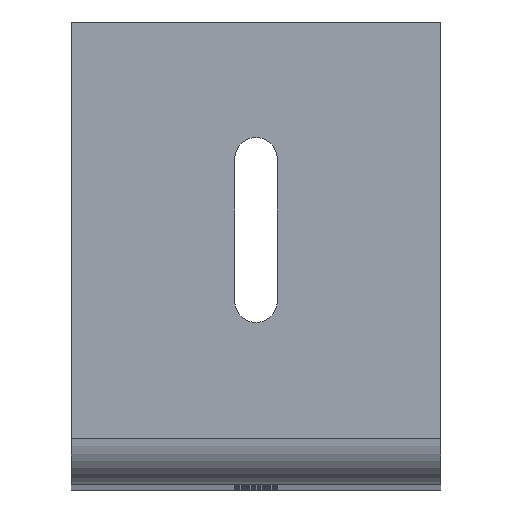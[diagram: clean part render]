
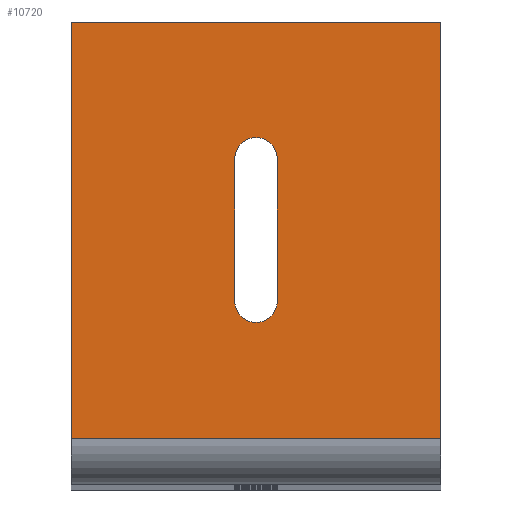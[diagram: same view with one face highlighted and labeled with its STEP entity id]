
A CAD part, top view. The second image highlights one B-rep face of the part: STEP entity #10720.
In plain terms, the highlighted planar face has unit normal (0, 0, 1).
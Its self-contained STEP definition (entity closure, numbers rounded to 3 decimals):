
#9830=CARTESIAN_POINT('',(-110.522,3.,
-145.955));
#9840=VERTEX_POINT('',#9830);
#9870=CARTESIAN_POINT('',(-73.522,3.,
-145.955));
#9880=DIRECTION('',(-1.,0.,0.));
#9890=VECTOR('',#9880,1.);
#9900=LINE('',#9870,#9890);
#9910=CARTESIAN_POINT('',(-70.522,3.,
-145.955));
#9920=VERTEX_POINT('',#9910);
#9930=EDGE_CURVE('',#9920,#9840,#9900,.T.);
#10060=CARTESIAN_POINT('',(-73.522,23.211,
-145.955));
#10070=DIRECTION('',(0.,0.,-1.));
#10080=DIRECTION('',(0.,1.,0.));
#10090=AXIS2_PLACEMENT_3D('',#10060,#10070,#10080);
#10100=PLANE('',#10090);
#10110=CARTESIAN_POINT('',(-90.522,17.8,-145.955));
#10120=DIRECTION('',(0.,0.,-1.));
#10130=DIRECTION('',(0.,-1.,0.));
#10140=AXIS2_PLACEMENT_3D('',#10110,#10120,#10130);
#10150=CIRCLE('',#10140,2.3);
#10160=CARTESIAN_POINT('',(-88.222,17.8,-145.955));
#10170=VERTEX_POINT('',#10160);
#10180=CARTESIAN_POINT('',(-92.822,17.8,-145.955));
#10190=VERTEX_POINT('',#10180);
#10200=EDGE_CURVE('',#10170,#10190,#10150,.T.);
#10210=ORIENTED_EDGE('',*,*,#10200,.T.);
#10220=CARTESIAN_POINT('',(-88.222,0.,
-145.955));
#10230=DIRECTION('',(0.,-1.,0.));
#10240=VECTOR('',#10230,1.);
#10250=LINE('',#10220,#10240);
#10260=CARTESIAN_POINT('',(-88.222,33.2,-145.955));
#10270=VERTEX_POINT('',#10260);
#10280=EDGE_CURVE('',#10270,#10170,#10250,.T.);
#10290=ORIENTED_EDGE('',*,*,#10280,.T.);
#10300=CARTESIAN_POINT('',(-90.522,33.2,-145.955));
#10310=DIRECTION('',(0.,0.,1.));
#10320=DIRECTION('',(0.,-1.,0.));
#10330=AXIS2_PLACEMENT_3D('',#10300,#10310,#10320);
#10340=CIRCLE('',#10330,2.3);
#10350=CARTESIAN_POINT('',(-92.822,33.2,-145.955));
#10360=VERTEX_POINT('',#10350);
#10370=EDGE_CURVE('',#10270,#10360,#10340,.T.);
#10380=ORIENTED_EDGE('',*,*,#10370,.F.);
#10390=CARTESIAN_POINT('',(-92.822,0.,
-145.955));
#10400=DIRECTION('',(0.,1.,0.));
#10410=VECTOR('',#10400,1.);
#10420=LINE('',#10390,#10410);
#10430=EDGE_CURVE('',#10190,#10360,#10420,.T.);
#10440=ORIENTED_EDGE('',*,*,#10430,.T.);
#10450=EDGE_LOOP('',(#10440,#10380,#10290,#10210));
#10460=FACE_BOUND('',#10450,.T.);
#10470=CARTESIAN_POINT('',(-110.522,-347.872,
-145.955));
#10480=DIRECTION('',(0.,1.,0.));
#10490=VECTOR('',#10480,1.);
#10500=LINE('',#10470,#10490);
#10510=CARTESIAN_POINT('',(-110.522,48.,-145.955));
#10520=VERTEX_POINT('',#10510);
#10530=EDGE_CURVE('',#9840,#10520,#10500,.T.);
#10540=ORIENTED_EDGE('',*,*,#10530,.F.);
#10550=CARTESIAN_POINT('',(-100.522,48.,-145.955));
#10560=DIRECTION('',(1.,0.,0.));
#10570=VECTOR('',#10560,1.);
#10580=LINE('',#10550,#10570);
#10590=CARTESIAN_POINT('',(-70.522,48.,-145.955));
#10600=VERTEX_POINT('',#10590);
#10610=EDGE_CURVE('',#10520,#10600,#10580,.T.);
#10620=ORIENTED_EDGE('',*,*,#10610,.F.);
#10630=CARTESIAN_POINT('',(-70.522,2.128,
-145.955));
#10640=DIRECTION('',(0.,-1.,0.));
#10650=VECTOR('',#10640,1.);
#10660=LINE('',#10630,#10650);
#10670=EDGE_CURVE('',#10600,#9920,#10660,.T.);
#10680=ORIENTED_EDGE('',*,*,#10670,.F.);
#10690=ORIENTED_EDGE('',*,*,#9930,.F.);
#10700=EDGE_LOOP('',(#10690,#10680,#10620,#10540));
#10710=FACE_OUTER_BOUND('',#10700,.T.);
#10720=ADVANCED_FACE('',(#10460,#10710),#10100,.F.);
